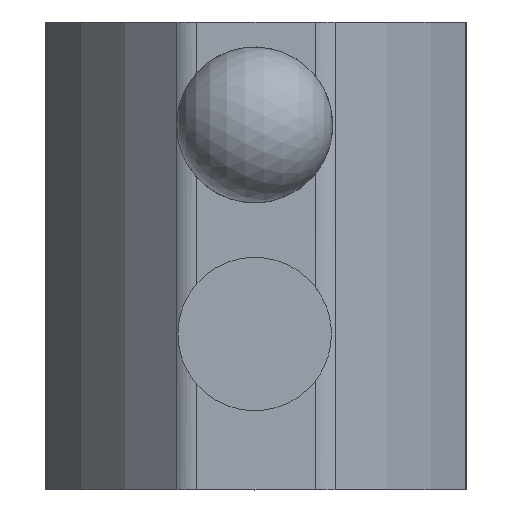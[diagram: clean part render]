
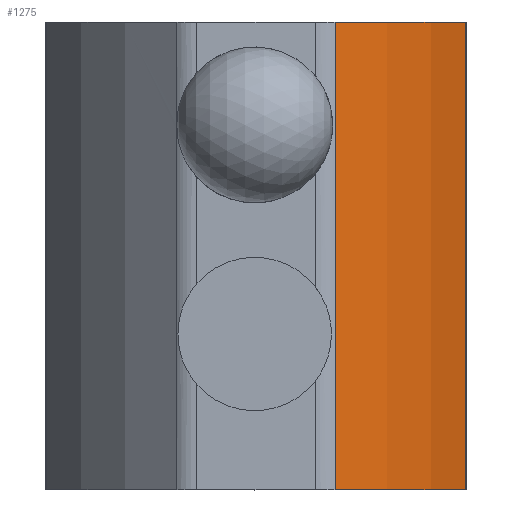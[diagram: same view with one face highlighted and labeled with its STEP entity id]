
A CAD part, front view. The second image highlights one B-rep face of the part: STEP entity #1275.
In plain terms, the highlighted cylindrical face has radius 15 mm (diameter 30 mm), a partial arc.
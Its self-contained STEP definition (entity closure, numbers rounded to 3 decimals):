
#151=FACE_OUTER_BOUND('',#228,.T.);
#228=EDGE_LOOP('',(#1073,#1074,#1075,#1076));
#310=LINE('',#2218,#401);
#316=LINE('',#2234,#407);
#401=VECTOR('',#1804,15.);
#407=VECTOR('',#1820,15.);
#487=CIRCLE('',#1459,15.);
#493=CIRCLE('',#1469,15.);
#595=VERTEX_POINT('',#2201);
#596=VERTEX_POINT('',#2203);
#602=VERTEX_POINT('',#2217);
#607=VERTEX_POINT('',#2233);
#757=EDGE_CURVE('',#596,#595,#487,.T.);
#764=EDGE_CURVE('',#602,#596,#310,.T.);
#772=EDGE_CURVE('',#607,#595,#316,.T.);
#773=EDGE_CURVE('',#607,#602,#493,.T.);
#1073=ORIENTED_EDGE('',*,*,#772,.F.);
#1074=ORIENTED_EDGE('',*,*,#773,.T.);
#1075=ORIENTED_EDGE('',*,*,#764,.T.);
#1076=ORIENTED_EDGE('',*,*,#757,.T.);
#1214=CYLINDRICAL_SURFACE('',#1468,15.);
#1275=ADVANCED_FACE('',(#151),#1214,.T.);
#1459=AXIS2_PLACEMENT_3D('',#2204,#1791,#1792);
#1468=AXIS2_PLACEMENT_3D('',#2232,#1818,#1819);
#1469=AXIS2_PLACEMENT_3D('',#2235,#1821,#1822);
#1791=DIRECTION('center_axis',(0.,0.,-1.));
#1792=DIRECTION('ref_axis',(0.62,-0.785,0.));
#1804=DIRECTION('',(0.,0.,1.));
#1818=DIRECTION('center_axis',(0.,0.,1.));
#1819=DIRECTION('ref_axis',(0.62,-0.785,0.));
#1820=DIRECTION('',(0.,0.,1.));
#1821=DIRECTION('center_axis',(0.,0.,1.));
#1822=DIRECTION('ref_axis',(0.62,-0.785,0.));
#2201=CARTESIAN_POINT('',(5.652,0.638,15.));
#2203=CARTESIAN_POINT('',(9.825,6.192,15.));
#2204=CARTESIAN_POINT('Origin',(-3.927,12.182,15.));
#2217=CARTESIAN_POINT('',(9.825,6.192,0.));
#2218=CARTESIAN_POINT('',(9.825,6.192,0.));
#2232=CARTESIAN_POINT('Origin',(-3.927,12.182,0.));
#2233=CARTESIAN_POINT('',(5.652,0.638,0.));
#2234=CARTESIAN_POINT('',(5.652,0.638,0.));
#2235=CARTESIAN_POINT('Origin',(-3.927,12.182,0.));
